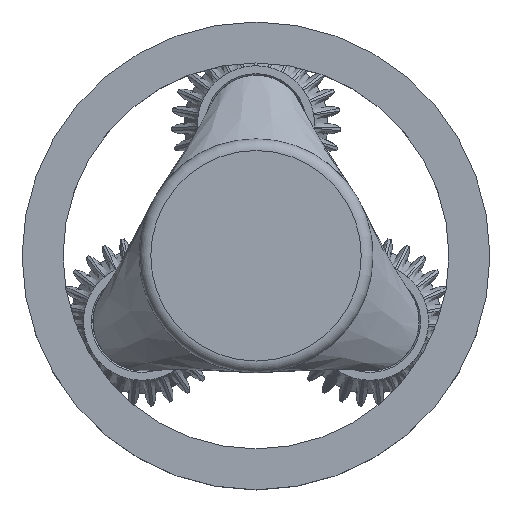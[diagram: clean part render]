
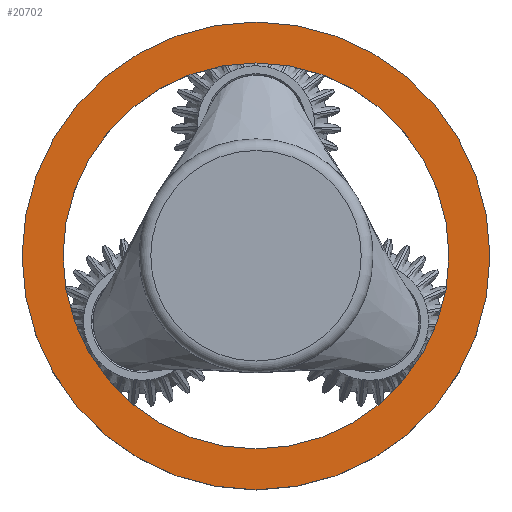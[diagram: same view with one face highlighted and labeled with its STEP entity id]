
A CAD part, top view. The second image highlights one B-rep face of the part: STEP entity #20702.
In plain terms, the highlighted planar face has unit normal (0, 0, 1).
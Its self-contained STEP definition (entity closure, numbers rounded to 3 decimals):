
#1736=FACE_BOUND('',#3750,.T.);
#1846=PLANE('',#22657);
#2635=FACE_OUTER_BOUND('',#3749,.T.);
#3749=EDGE_LOOP('',(#18434));
#3750=EDGE_LOOP('',(#18435));
#7582=CIRCLE('',#22582,49.5);
#7657=CIRCLE('',#22658,60.);
#9704=VERTEX_POINT('',#83987);
#9852=VERTEX_POINT('',#85100);
#12669=EDGE_CURVE('',#9704,#9704,#7582,.T.);
#12818=EDGE_CURVE('',#9852,#9852,#7657,.T.);
#18434=ORIENTED_EDGE('',*,*,#12818,.F.);
#18435=ORIENTED_EDGE('',*,*,#12669,.T.);
#20702=ADVANCED_FACE('',(#2635,#1736),#1846,.T.);
#22582=AXIS2_PLACEMENT_3D('',#83989,#26848,#26849);
#22657=AXIS2_PLACEMENT_3D('',#85099,#26998,#26999);
#22658=AXIS2_PLACEMENT_3D('',#85101,#27000,#27001);
#26848=DIRECTION('center_axis',(0.,0.,-1.));
#26849=DIRECTION('ref_axis',(-0.996,0.087,0.));
#26998=DIRECTION('center_axis',(0.,0.,
1.));
#26999=DIRECTION('ref_axis',(-0.996,0.087,0.));
#27000=DIRECTION('center_axis',(0.,0.,-1.));
#27001=DIRECTION('ref_axis',(-0.966,0.259,0.));
#83987=CARTESIAN_POINT('',(8.596,48.748,16.));
#83989=CARTESIAN_POINT('Origin',(0.,0.,16.));
#85099=CARTESIAN_POINT('Origin',(-7.161,-54.396,16.));
#85100=CARTESIAN_POINT('',(-60.,0.,16.));
#85101=CARTESIAN_POINT('Origin',(0.,0.,16.));
